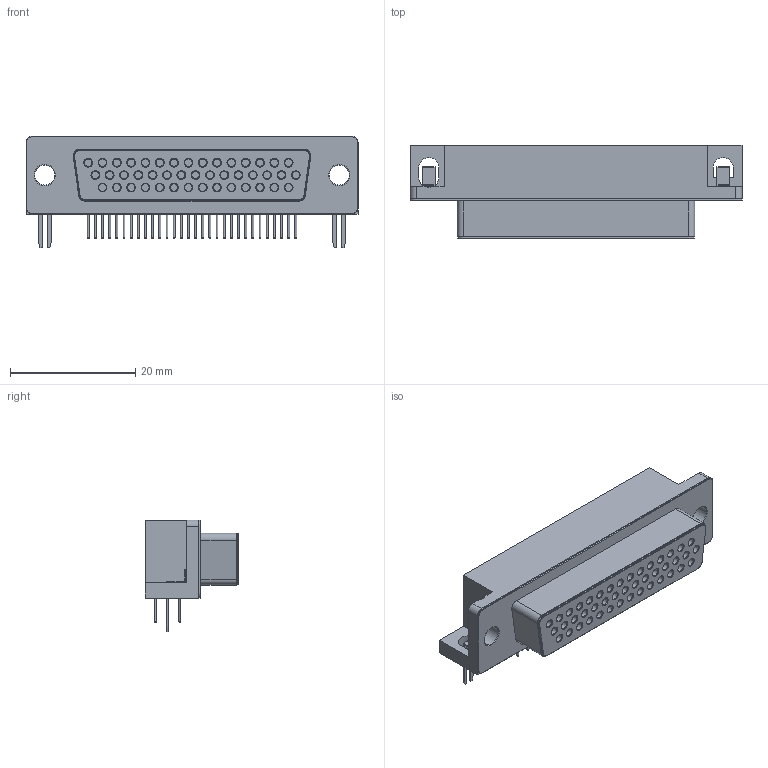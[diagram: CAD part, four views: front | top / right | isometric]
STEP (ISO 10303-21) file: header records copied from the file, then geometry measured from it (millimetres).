
FILE_DESCRIPTION(/* description */ ('model of DSUB-44-HD_Female_Horizontal_P2.29x1.98mm_EdgePinOffset3.03mm_Housed_MountingHolesOffset4.94mm'),/* implementation_level */ '2;1');
FILE_NAME(/* name */ 'DSUB-44-HD_Female_Horizontal_P2.29x1.98mm_EdgePinOffset3.03mm_Housed_MountingHolesOffset4.94mm.step',/* time_stamp */ '2019-01-05T14:21:55',/* author */ ('kicad StepUp','ksu'),/* organization */ ('FreeCAD'),/* preprocessor_version */ 'OCC',/* originating_system */ 'kicad StepUp',/* authorisation */ '');
FILE_SCHEMA(('AUTOMOTIVE_DESIGN { 1 0 10303 214 1 1 1 1 }'));
Length unit declared in the file: millimetre
Products named in the file (1): DSUB_90_female
Bounding box: 53.1 x 15 x 17.9 mm (x, y, z)
Volume: 6815.2 mm3; surface area: 4242.7 mm2
Topology: 1 solids, 2 shells, 392 faces, 772 edges, 472 vertices
Faces by surface type: plane 166, cylinder 120, cone 52, revolution 48, torus 6
Full cylindrical faces by diameter (mm): 0.3 x44, 1.2 x44, 3.2 x2, 4 x2
Entity records: 8167 total; most frequent: CARTESIAN_POINT 1798, ORIENTED_EDGE 1290, EDGE_CURVE 772, AXIS2_PLACEMENT_3D 679, FACE_BOUND 490, EDGE_LOOP 490, VERTEX_POINT 472, ADVANCED_FACE 392
